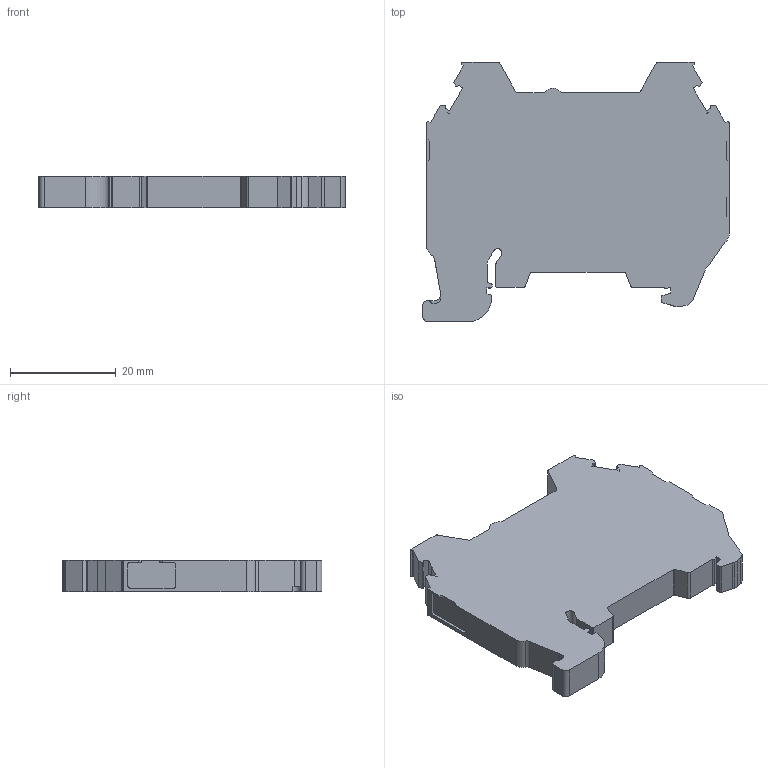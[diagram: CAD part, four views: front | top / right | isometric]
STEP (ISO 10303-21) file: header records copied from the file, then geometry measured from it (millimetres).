
FILE_DESCRIPTION (( 'STEP AP214' ), '1' );
FILE_NAME ('324949_AVK 2,5 EA_Grey.STP', '2013-11-12T10:48:05', ( 'arge' ), ( 'Microsoft' ), 'SwSTEP 2.0', 'SolidWorks 2013', '' );
FILE_SCHEMA (( 'AUTOMOTIVE_DESIGN' ));
Length unit declared in the file: millimetre
Products named in the file (1): 324949_AVK 2,5 EA_Grey
Bounding box: 57.83 x 49.05 x 6 mm (x, y, z)
Volume: 12770.4 mm3; surface area: 5852.9 mm2
Topology: 1 solids, 1 shells, 187 faces, 541 edges, 360 vertices
Faces by surface type: plane 109, cylinder 74, cone 4
Entity records: 6228 total; most frequent: CARTESIAN_POINT 1149, ORIENTED_EDGE 1082, DIRECTION 1050, EDGE_CURVE 541, LINE 376, VECTOR 376, VERTEX_POINT 360, AXIS2_PLACEMENT_3D 337
